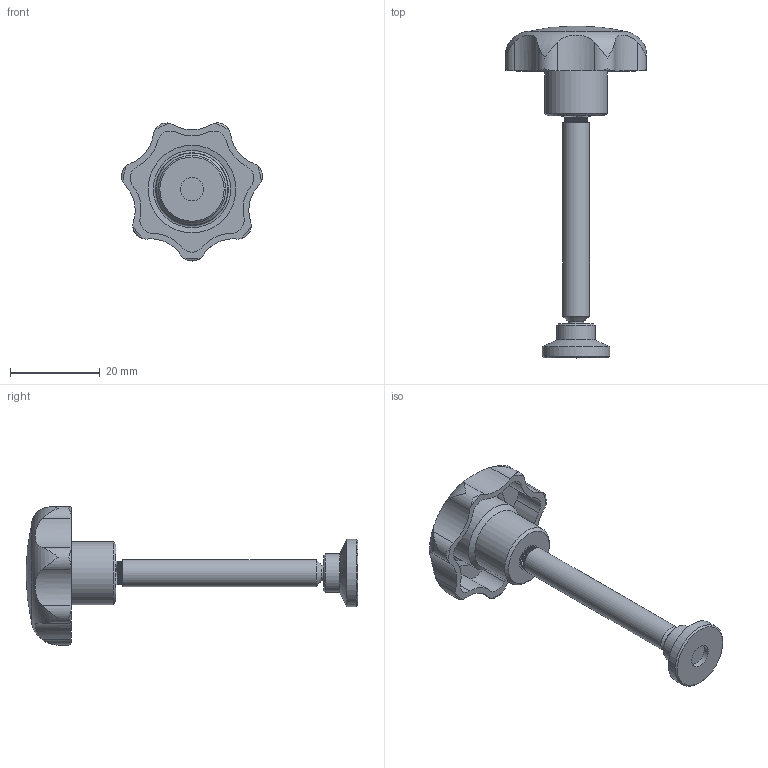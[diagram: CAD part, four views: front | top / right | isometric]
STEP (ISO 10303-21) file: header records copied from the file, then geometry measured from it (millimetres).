
FILE_DESCRIPTION( ( 'STEP AP214' ), '1' );
FILE_NAME( 'K0394.06053.stp', '2020-12-07T10:24:35', ( '' ), ( '' ), ' ', 'PARTsolutions', ' ' );
FILE_SCHEMA( ( 'AUTOMOTIVE_DESIGN { 1 0 10303 214 1 1 1 1 }' ) );
Length unit declared in the file: millimetre
Products named in the file (4): K0394.06053; _K0394_gewindestift_6; _K0155.206_schwarz; _K0393.206
Assembly tree (3 placements, depth 2):
  K0394.06053
    _K0394_gewindestift_6
    _K0155.206_schwarz
    _K0393.206
Bounding box: 31.34 x 73.8 x 30.71 mm (x, y, z)
Volume: 7109.6 mm3; surface area: 5378.7 mm2
Topology: 3 solids, 3 shells, 253 faces, 726 edges, 484 vertices
Faces by surface type: plane 191, cylinder 39, cone 11, torus 9, sphere 3
Full cylindrical faces by diameter (mm): 3.5 x1, 4.4 x1, 4.6 x1, 4.917 x1, 5.2 x1, 6 x2, 8.6 x1, 14 x1, 15 x1, 16 x1
Entity records: 10486 total; most frequent: CARTESIAN_POINT 1896, ORIENTED_EDGE 1382, DIRECTION 1258, EDGE_CURVE 691, LINE 568, VECTOR 568, VERTEX_POINT 479, AXIS2_PLACEMENT_3D 345
